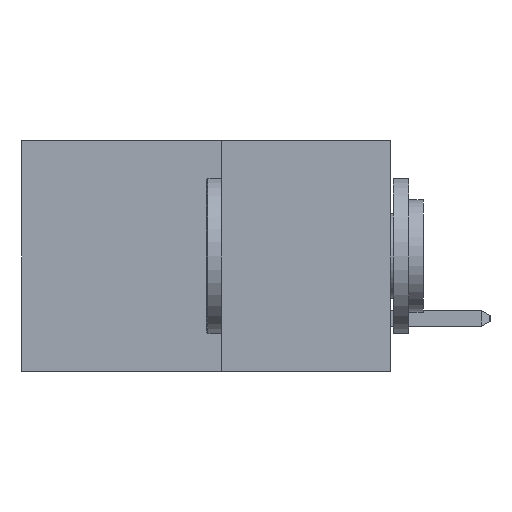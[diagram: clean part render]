
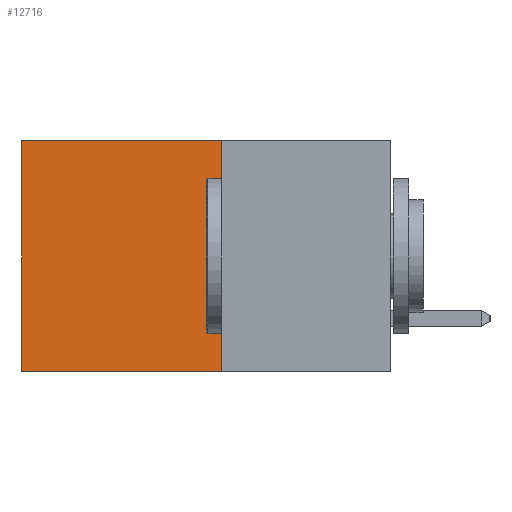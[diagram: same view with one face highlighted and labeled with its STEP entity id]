
A CAD part, left-side view. The second image highlights one B-rep face of the part: STEP entity #12716.
In plain terms, the highlighted planar face has unit normal (-1, 0, 0).
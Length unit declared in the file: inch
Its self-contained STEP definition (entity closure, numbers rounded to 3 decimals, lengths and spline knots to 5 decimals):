
#692 = CARTESIAN_POINT ( 'NONE',  ( 0.277, 0.27, 0. ) ) ;
#1057 = DIRECTION ( 'NONE',  ( 0., 0., -1. ) ) ;
#1551 = VERTEX_POINT ( 'NONE', #692 ) ;
#4417 = CARTESIAN_POINT ( 'NONE',  ( 0.277, 0.59, -0.37 ) ) ;
#4611 = DIRECTION ( 'NONE',  ( 0., 1., 0. ) ) ;
#5293 = CARTESIAN_POINT ( 'NONE',  ( 0.277, 0.27, -0.37 ) ) ;
#5905 = VECTOR ( 'NONE', #7816, 39.37008 ) ;
#6181 = VERTEX_POINT ( 'NONE', #17444 ) ;
#6571 = VECTOR ( 'NONE', #17927, 39.37008 ) ;
#7409 = ORIENTED_EDGE ( 'NONE', *, *, #15301, .T. ) ;
#7816 = DIRECTION ( 'NONE',  ( 0., 1., 0. ) ) ;
#8443 = EDGE_CURVE ( 'NONE', #1551, #20343, #10874, .T. ) ;
#8469 = CARTESIAN_POINT ( 'NONE',  ( 0.277, 0.27, -0.37 ) ) ;
#8568 = VECTOR ( 'NONE', #9394, 39.37008 ) ;
#8636 = LINE ( 'NONE', #17408, #16555 ) ;
#9290 = CARTESIAN_POINT ( 'NONE',  ( 0.277, 0.27, -0.37 ) ) ;
#9394 = DIRECTION ( 'NONE',  ( 0., 0., -1. ) ) ;
#10246 = LINE ( 'NONE', #18904, #5905 ) ;
#10871 = AXIS2_PLACEMENT_3D ( 'NONE', #9290, #10880, #1057 ) ;
#10874 = LINE ( 'NONE', #8469, #6571 ) ;
#10880 = DIRECTION ( 'NONE',  ( 1., 0., 0. ) ) ;
#10959 = FACE_OUTER_BOUND ( 'NONE', #13066, .T. ) ;
#12102 = EDGE_CURVE ( 'NONE', #20343, #20271, #10246, .T. ) ;
#12716 = ADVANCED_FACE ( 'NONE', ( #10959 ), #18805, .F. ) ;
#13066 = EDGE_LOOP ( 'NONE', ( #7409, #13349, #13452, #17938 ) ) ;
#13277 = LINE ( 'NONE', #4417, #8568 ) ;
#13349 = ORIENTED_EDGE ( 'NONE', *, *, #12102, .F. ) ;
#13452 = ORIENTED_EDGE ( 'NONE', *, *, #8443, .F. ) ;
#14077 = EDGE_CURVE ( 'NONE', #1551, #6181, #8636, .T. ) ;
#15301 = EDGE_CURVE ( 'NONE', #6181, #20271, #13277, .T. ) ;
#16555 = VECTOR ( 'NONE', #4611, 39.37008 ) ;
#17408 = CARTESIAN_POINT ( 'NONE',  ( 0.277, 0.27, 0. ) ) ;
#17444 = CARTESIAN_POINT ( 'NONE',  ( 0.277, 0.59, 0. ) ) ;
#17871 = CARTESIAN_POINT ( 'NONE',  ( 0.277, 0.59, -0.37 ) ) ;
#17927 = DIRECTION ( 'NONE',  ( 0., 0., -1. ) ) ;
#17938 = ORIENTED_EDGE ( 'NONE', *, *, #14077, .T. ) ;
#18805 = PLANE ( 'NONE',  #10871 ) ;
#18904 = CARTESIAN_POINT ( 'NONE',  ( 0.277, 0.27, -0.37 ) ) ;
#20271 = VERTEX_POINT ( 'NONE', #17871 ) ;
#20343 = VERTEX_POINT ( 'NONE', #5293 ) ;
